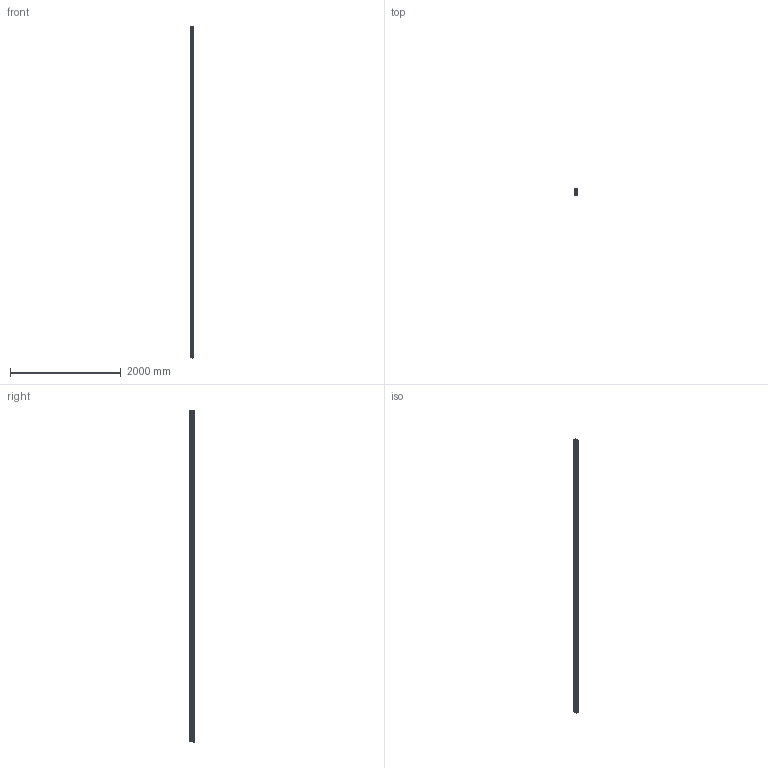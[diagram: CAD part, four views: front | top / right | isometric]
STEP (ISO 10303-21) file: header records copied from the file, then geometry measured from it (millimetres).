
FILE_DESCRIPTION (( 'STEP AP203' ), '1' );
FILE_NAME ('A01-2.STEP', '2018-04-02T17:15:19', ( 'User2' ), ( '' ), 'SwSTEP 2.0', 'SolidWorks 2007', '' );
FILE_SCHEMA (( 'CONFIG_CONTROL_DESIGN' ));
Length unit declared in the file: millimetre
Products named in the file (1): A01-2
Bounding box: 50 x 100 x 6000 mm (x, y, z)
Volume: 11248064.4 mm3; surface area: 7099504.6 mm2
Topology: 1 solids, 1 shells, 175 faces, 519 edges, 346 vertices
Faces by surface type: plane 162, cylinder 13
Entity records: 5864 total; most frequent: CARTESIAN_POINT 1041, ORIENTED_EDGE 1038, DIRECTION 897, EDGE_CURVE 519, LINE 493, VECTOR 493, VERTEX_POINT 346, AXIS2_PLACEMENT_3D 202
